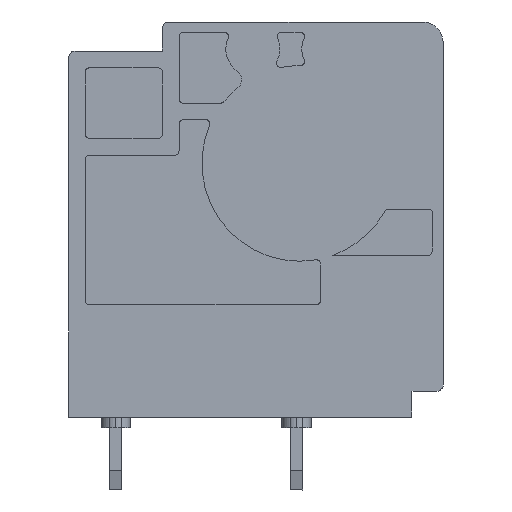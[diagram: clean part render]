
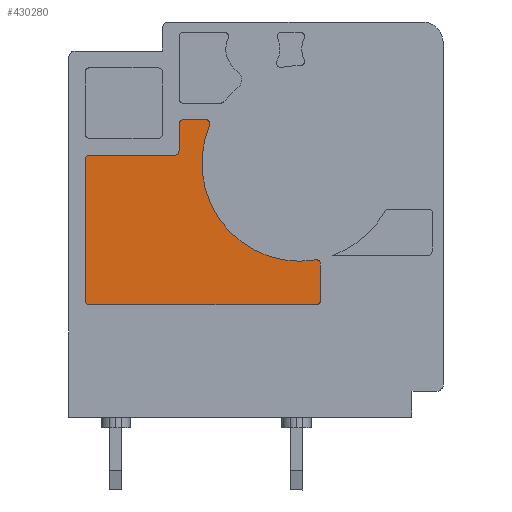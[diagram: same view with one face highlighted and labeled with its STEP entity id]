
A CAD part, left-side view. The second image highlights one B-rep face of the part: STEP entity #430280.
In plain terms, the highlighted face is planar.
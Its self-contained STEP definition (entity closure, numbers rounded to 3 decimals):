
#429010=CARTESIAN_POINT('',(-49.42,-15.571,
5.1));
#429020=DIRECTION('',(0.,0.,1.));
#429030=DIRECTION('',(0.122,-0.993,
0.));
#429040=AXIS2_PLACEMENT_3D('',#429010,#429020,#429030);
#429050=PLANE('',#429040);
#429060=CARTESIAN_POINT('',(0.,-9.906,
5.1));
#429070=DIRECTION('',(-0.993,-0.122,
0.));
#429080=VECTOR('',#429070,1.);
#429090=LINE('',#429060,#429080);
#429100=CARTESIAN_POINT('',(-45.649,-15.511,
5.1));
#429110=VERTEX_POINT('',#429100);
#429120=CARTESIAN_POINT('',(-52.398,-16.34,
5.1));
#429130=VERTEX_POINT('',#429120);
#429140=EDGE_CURVE('',#429110,#429130,#429090,.T.);
#429150=ORIENTED_EDGE('',*,*,#429140,.T.);
#429160=CARTESIAN_POINT('',(-45.624,-15.709,
5.1));
#429170=DIRECTION('',(0.,0.,1.));
#429180=DIRECTION('',(0.,1.,0.));
#429190=AXIS2_PLACEMENT_3D('',#429160,#429170,#429180);
#429200=CIRCLE('',#429190,0.2);
#429210=CARTESIAN_POINT('',(-45.426,-15.685,
5.1));
#429220=VERTEX_POINT('',#429210);
#429230=EDGE_CURVE('',#429220,#429110,#429200,.T.);
#429240=ORIENTED_EDGE('',*,*,#429230,.T.);
#429250=CARTESIAN_POINT('',(-47.352,0.,
5.1));
#429260=DIRECTION('',(-0.122,0.993,
0.));
#429270=VECTOR('',#429260,1.);
#429280=LINE('',#429250,#429270);
#429290=CARTESIAN_POINT('',(-44.926,-19.755,
5.1));
#429300=VERTEX_POINT('',#429290);
#429310=EDGE_CURVE('',#429300,#429220,#429280,.T.);
#429320=ORIENTED_EDGE('',*,*,#429310,.T.);
#429330=CARTESIAN_POINT('',(-44.728,-19.73,
5.1));
#429340=DIRECTION('',(0.,0.,1.));
#429350=DIRECTION('',(1.,0.,0.));
#429360=AXIS2_PLACEMENT_3D('',#429330,#429340,#429350);
#429370=CIRCLE('',#429360,0.2);
#429380=CARTESIAN_POINT('',(-44.703,-19.929,
5.1));
#429390=VERTEX_POINT('',#429380);
#429400=EDGE_CURVE('',#429300,#429390,#429370,.T.);
#429410=ORIENTED_EDGE('',*,*,#429400,.F.);
#429420=CARTESIAN_POINT('',(0.,-14.44,
5.1));
#429430=DIRECTION('',(-0.993,-0.122,
0.));
#429440=VECTOR('',#429430,1.);
#429450=LINE('',#429420,#429440);
#429460=CARTESIAN_POINT('',(-43.413,-19.77,
5.1));
#429470=VERTEX_POINT('',#429460);
#429480=EDGE_CURVE('',#429470,#429390,#429450,.T.);
#429490=ORIENTED_EDGE('',*,*,#429480,.T.);
#429500=CARTESIAN_POINT('',(-43.389,-19.969,
5.1));
#429510=DIRECTION('',(0.,0.,-1.));
#429520=DIRECTION('',(-1.,0.,0.));
#429530=AXIS2_PLACEMENT_3D('',#429500,#429510,#429520);
#429540=CIRCLE('',#429530,0.2);
#429550=CARTESIAN_POINT('',(-43.19,-19.944,
5.1));
#429560=VERTEX_POINT('',#429550);
#429570=EDGE_CURVE('',#429470,#429560,#429540,.T.);
#429580=ORIENTED_EDGE('',*,*,#429570,.F.);
#429590=CARTESIAN_POINT('',(-45.639,0.,5.1));
#429600=DIRECTION('',(0.122,-0.993,
0.));
#429610=VECTOR('',#429600,1.);
#429620=LINE('',#429590,#429610);
#429630=CARTESIAN_POINT('',(-43.058,-21.02,
5.1));
#429640=VERTEX_POINT('',#429630);
#429650=EDGE_CURVE('',#429560,#429640,#429620,.T.);
#429660=ORIENTED_EDGE('',*,*,#429650,.F.);
#429670=CARTESIAN_POINT('',(-43.257,-21.044,
5.1));
#429680=DIRECTION('',(0.,0.,1.));
#429690=DIRECTION('',(1.,0.,0.));
#429700=AXIS2_PLACEMENT_3D('',#429670,#429680,#429690);
#429710=CIRCLE('',#429700,0.2);
#429720=CARTESIAN_POINT('',(-43.311,-21.236,
5.1));
#429730=VERTEX_POINT('',#429720);
#429740=EDGE_CURVE('',#429730,#429640,#429710,.T.);
#429750=ORIENTED_EDGE('',*,*,#429740,.T.);
#429760=CARTESIAN_POINT('',(-44.592,-25.759,
5.1));
#429770=DIRECTION('',(0.,0.,1.));
#429780=DIRECTION('',(0.122,-0.993,
0.));
#429790=AXIS2_PLACEMENT_3D('',#429760,#429770,#429780);
#429800=CIRCLE('',#429790,4.7);
#429810=CARTESIAN_POINT('',(-49.101,-27.085,
5.1));
#429820=VERTEX_POINT('',#429810);
#429830=EDGE_CURVE('',#429730,#429820,#429800,.T.);
#429840=ORIENTED_EDGE('',*,*,#429830,.F.);
#429850=CARTESIAN_POINT('',(-49.293,-27.142,
5.1));
#429860=DIRECTION('',(0.,0.,1.));
#429870=DIRECTION('',(1.,0.,0.));
#429880=AXIS2_PLACEMENT_3D('',#429850,#429860,#429870);
#429890=CIRCLE('',#429880,0.2);
#429900=CARTESIAN_POINT('',(-49.268,-27.34,
5.1));
#429910=VERTEX_POINT('',#429900);
#429920=EDGE_CURVE('',#429910,#429820,#429890,.T.);
#429930=ORIENTED_EDGE('',*,*,#429920,.T.);
#429940=CARTESIAN_POINT('',(0.,-21.291,
5.1));
#429950=DIRECTION('',(0.993,0.122,
0.));
#429960=VECTOR('',#429950,1.);
#429970=LINE('',#429940,#429960);
#429980=CARTESIAN_POINT('',(-51.021,-27.555,
5.1));
#429990=VERTEX_POINT('',#429980);
#430000=EDGE_CURVE('',#429990,#429910,#429970,.T.);
#430010=ORIENTED_EDGE('',*,*,#430000,.T.);
#430020=CARTESIAN_POINT('',(-51.045,-27.357,
5.1));
#430030=DIRECTION('',(0.,0.,-1.));
#430040=DIRECTION('',(-1.,0.,0.));
#430050=AXIS2_PLACEMENT_3D('',#430020,#430030,#430040);
#430060=CIRCLE('',#430050,0.2);
#430070=CARTESIAN_POINT('',(-51.244,-27.381,
5.1));
#430080=VERTEX_POINT('',#430070);
#430090=EDGE_CURVE('',#429990,#430080,#430060,.T.);
#430100=ORIENTED_EDGE('',*,*,#430090,.F.);
#430110=CARTESIAN_POINT('',(-54.606,0.,
5.1));
#430120=DIRECTION('',(0.122,-0.993,
0.));
#430130=VECTOR('',#430120,1.);
#430140=LINE('',#430110,#430130);
#430150=CARTESIAN_POINT('',(-52.572,-16.563,
5.1));
#430160=VERTEX_POINT('',#430150);
#430170=EDGE_CURVE('',#430160,#430080,#430140,.T.);
#430180=ORIENTED_EDGE('',*,*,#430170,.T.);
#430190=CARTESIAN_POINT('',(-52.374,-16.538,
5.1));
#430200=DIRECTION('',(0.,0.,-1.));
#430210=DIRECTION('',(-1.,0.,0.));
#430220=AXIS2_PLACEMENT_3D('',#430190,#430200,#430210);
#430230=CIRCLE('',#430220,0.2);
#430240=EDGE_CURVE('',#430160,#429130,#430230,.T.);
#430250=ORIENTED_EDGE('',*,*,#430240,.F.);
#430260=EDGE_LOOP('',(#430250,#430180,#430100,#430010,#429930,#429840,
#429750,#429660,#429580,#429490,#429410,#429320,#429240,#429150));
#430270=FACE_OUTER_BOUND('',#430260,.T.);
#430280=ADVANCED_FACE('',(#430270),#429050,.T.);
